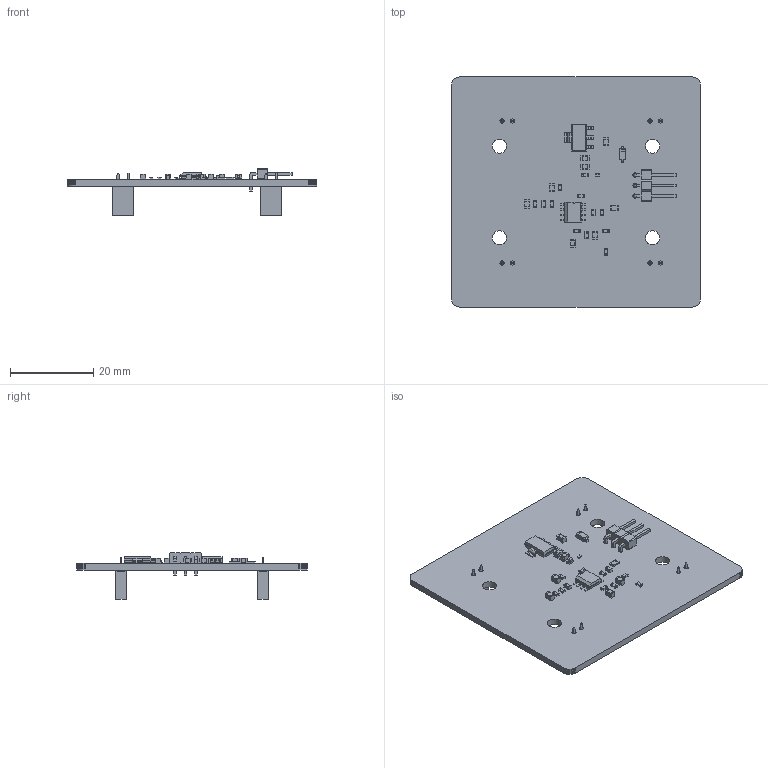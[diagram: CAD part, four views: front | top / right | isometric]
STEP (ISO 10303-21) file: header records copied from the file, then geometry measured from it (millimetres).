
FILE_DESCRIPTION(('KiCad electronic assembly'),'2;1');
FILE_NAME('hb100_amplifier.step','2024-01-22T01:00:29',('Pcbnew'),( 'Kicad'),'Open CASCADE STEP processor 7.7','KiCad to STEP converter' ,'Unknown');
FILE_SCHEMA(('AUTOMOTIVE_DESIGN { 1 0 10303 214 1 1 1 1 }'));
Length unit declared in the file: millimetre
Products named in the file (24): hb100_amplifier 1; R_0805_2012Metric; SOLID; D_SOD-123; R_0603_1608Metric; C_0805_2012Metric; PinHeader_1x03_P2.54mm_Horizontal; R_0402_1005Metric; C_0603_1608Metric; LED_0603_1608Metric; SOP-8_3.76x4.96mm_P1.27mm; COMPOUND; SOT-223; PinSocket_1x02_P2.54mm_Vertical; hb100_amplifier PCB
Assembly tree (41 placements, depth 3):
  hb100_amplifier 1
    R_0805_2012Metric
      SOLID
    D_SOD-123
      SOLID
    R_0603_1608Metric  x8
      SOLID
    C_0805_2012Metric  x7
      SOLID
    PinHeader_1x03_P2.54mm_Horizontal
      SOLID
    R_0402_1005Metric
      SOLID
    C_0603_1608Metric  x3
      SOLID
    LED_0603_1608Metric
      SOLID
    SOP-8_3.76x4.96mm_P1.27mm
      COMPOUND
    SOT-223
      SOLID
    PinSocket_1x02_P2.54mm_Vertical  x4
      SOLID
    hb100_amplifier PCB
Bounding box: 60 x 55.4 x 11.24 mm (x, y, z)
Volume: 5741 mm3; surface area: 8278.1 mm2
Topology: 38 solids, 38 shells, 1353 faces, 3463 edges, 2238 vertices
Faces by surface type: plane 1026, cylinder 285, bspline 42
Full cylindrical faces by diameter (mm): 1 x11, 3.4 x4
Entity records: 50287 total; most frequent: CARTESIAN_POINT 8706, DIRECTION 7040, LINE 4913, VECTOR 4913, ORIENTED_EDGE 3718, PCURVE 3718, DEFINITIONAL_REPRESENTATION 3718, EDGE_CURVE 1859
